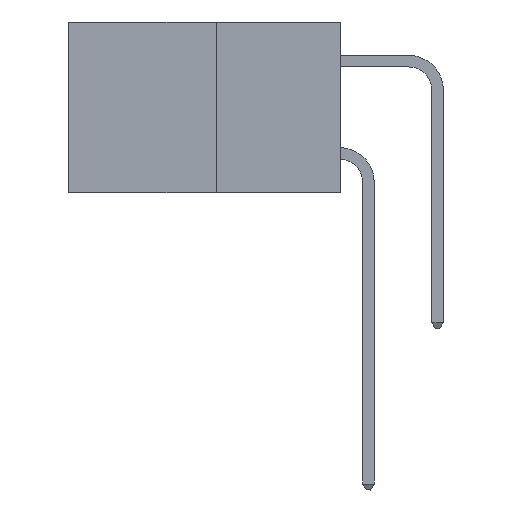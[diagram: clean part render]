
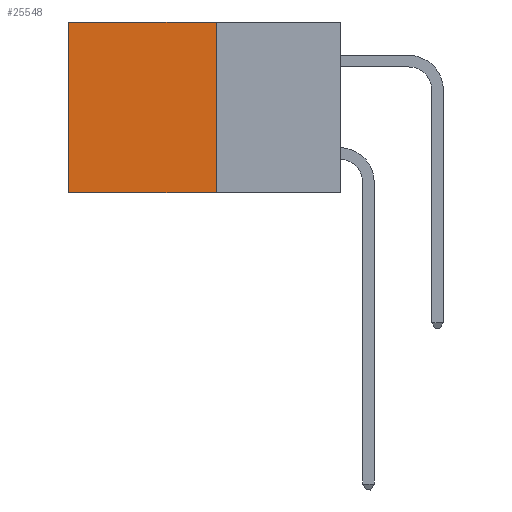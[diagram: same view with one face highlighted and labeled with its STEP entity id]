
A CAD part, left-side view. The second image highlights one B-rep face of the part: STEP entity #25548.
In plain terms, the highlighted planar face has unit normal (-1, 0, 0).
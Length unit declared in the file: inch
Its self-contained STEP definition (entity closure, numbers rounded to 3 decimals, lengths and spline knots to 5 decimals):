
#429 = CARTESIAN_POINT ( 'NONE',  ( 0.277, 0.27, -0.37 ) ) ;
#2381 = DIRECTION ( 'NONE',  ( 0., 0., -1. ) ) ;
#4540 = ORIENTED_EDGE ( 'NONE', *, *, #10244, .F. ) ;
#5342 = VERTEX_POINT ( 'NONE', #429 ) ;
#6548 = LINE ( 'NONE', #8484, #34430 ) ;
#8164 = VERTEX_POINT ( 'NONE', #11898 ) ;
#8484 = CARTESIAN_POINT ( 'NONE',  ( 0.277, 0.27, 0. ) ) ;
#8724 = LINE ( 'NONE', #33458, #21834 ) ;
#10244 = EDGE_CURVE ( 'NONE', #5342, #22100, #31889, .T. ) ;
#10705 = PLANE ( 'NONE',  #20403 ) ;
#11214 = EDGE_CURVE ( 'NONE', #30365, #8164, #6548, .T. ) ;
#11898 = CARTESIAN_POINT ( 'NONE',  ( 0.277, 0.59, 0. ) ) ;
#13494 = DIRECTION ( 'NONE',  ( 1., 0., 0. ) ) ;
#14139 = DIRECTION ( 'NONE',  ( 0., 1., 0. ) ) ;
#16288 = CARTESIAN_POINT ( 'NONE',  ( 0.277, 0.27, -0.37 ) ) ;
#16773 = ORIENTED_EDGE ( 'NONE', *, *, #27965, .T. ) ;
#19034 = LINE ( 'NONE', #16288, #25589 ) ;
#19143 = EDGE_CURVE ( 'NONE', #30365, #5342, #19034, .T. ) ;
#19574 = DIRECTION ( 'NONE',  ( 0., 0., -1. ) ) ;
#20403 = AXIS2_PLACEMENT_3D ( 'NONE', #30203, #13494, #32955 ) ;
#21246 = CARTESIAN_POINT ( 'NONE',  ( 0.277, 0.27, -0.37 ) ) ;
#21834 = VECTOR ( 'NONE', #19574, 39.37008 ) ;
#21923 = ORIENTED_EDGE ( 'NONE', *, *, #11214, .T. ) ;
#22100 = VERTEX_POINT ( 'NONE', #29284 ) ;
#25533 = EDGE_LOOP ( 'NONE', ( #16773, #4540, #32191, #21923 ) ) ;
#25548 = ADVANCED_FACE ( 'NONE', ( #28951 ), #10705, .F. ) ;
#25589 = VECTOR ( 'NONE', #2381, 39.37008 ) ;
#27965 = EDGE_CURVE ( 'NONE', #8164, #22100, #8724, .T. ) ;
#28951 = FACE_OUTER_BOUND ( 'NONE', #25533, .T. ) ;
#29284 = CARTESIAN_POINT ( 'NONE',  ( 0.277, 0.59, -0.37 ) ) ;
#30203 = CARTESIAN_POINT ( 'NONE',  ( 0.277, 0.27, -0.37 ) ) ;
#30365 = VERTEX_POINT ( 'NONE', #32118 ) ;
#31889 = LINE ( 'NONE', #21246, #32750 ) ;
#32118 = CARTESIAN_POINT ( 'NONE',  ( 0.277, 0.27, 0. ) ) ;
#32191 = ORIENTED_EDGE ( 'NONE', *, *, #19143, .F. ) ;
#32333 = DIRECTION ( 'NONE',  ( 0., 1., 0. ) ) ;
#32750 = VECTOR ( 'NONE', #32333, 39.37008 ) ;
#32955 = DIRECTION ( 'NONE',  ( 0., 0., -1. ) ) ;
#33458 = CARTESIAN_POINT ( 'NONE',  ( 0.277, 0.59, -0.37 ) ) ;
#34430 = VECTOR ( 'NONE', #14139, 39.37008 ) ;
